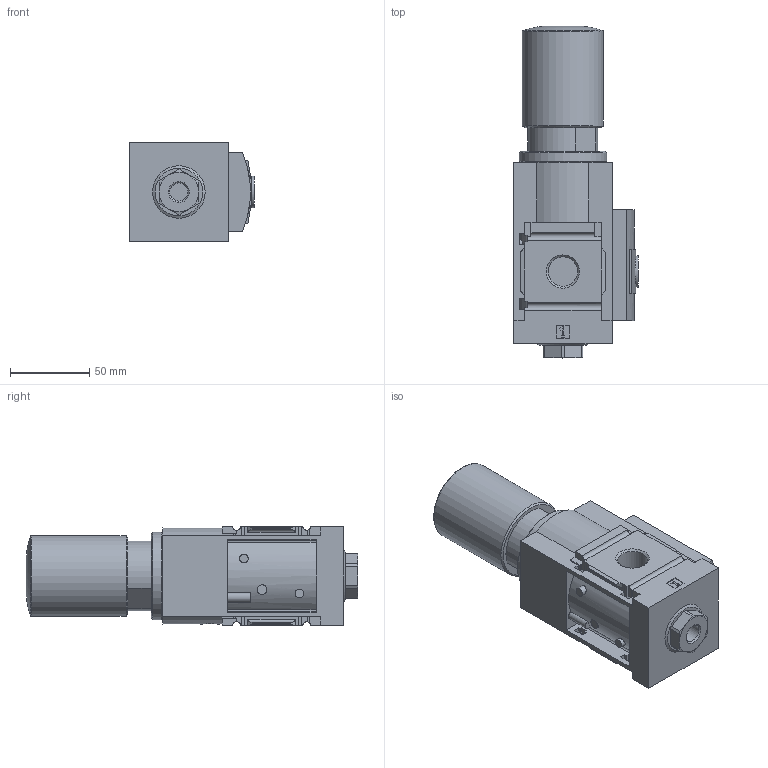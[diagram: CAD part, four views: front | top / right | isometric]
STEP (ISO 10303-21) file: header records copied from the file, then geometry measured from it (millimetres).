
FILE_DESCRIPTION(/* description */ ('STEP AP214'),/* implementation_level */ '2;1');
FILE_NAME(/* name */ '538020_MS6-LRP-1_2-D2-A8',/* time_stamp */ '2024-09-10T19:50:29+02:00',/* author */ ('License CC BY-ND 4.0'),/* organization */ ('CADENAS'),/* preprocessor_version */ 'ST-DEVELOPER v19.3',/* originating_system */ 'PARTsolutions',/* authorisation */ ' ');
FILE_SCHEMA (('FEATURE_BASED_PROCESS_PLANNING','AUTOMOTIVE_DESIGN {1 0 10303 214 3 1 1}'));
Length unit declared in the file: millimetre
Products named in the file (3): 538020 MS6-LRP-1/2-D2-A8; 538028 MS6-LRP-1/2-D2-A80D; 651849 MS-LR-20
Assembly tree (2 placements, depth 2):
  538020 MS6-LRP-1/2-D2-A8
    538028 MS6-LRP-1/2-D2-A80D
    651849 MS-LR-20
Bounding box: 78.5 x 209.1 x 62 mm (x, y, z)
Volume: 601184.9 mm3; surface area: 64150.6 mm2
Topology: 2 solids, 2 shells, 296 faces, 753 edges, 491 vertices
Faces by surface type: plane 219, cylinder 51, cone 23, torus 3
Full cylindrical faces by diameter (mm): 5.5 x2, 7 x4, 7.5 x4, 8.566 x1, 11 x1, 11.445 x1, 12 x1, 18.631 x2, 20 x1, 42.917 x1, 51 x1, 55 x1
Entity records: 10796 total; most frequent: CARTESIAN_POINT 1627, ORIENTED_EDGE 1422, DIRECTION 1420, EDGE_CURVE 711, LINE 552, VECTOR 552, VERTEX_POINT 489, AXIS2_PLACEMENT_3D 434
